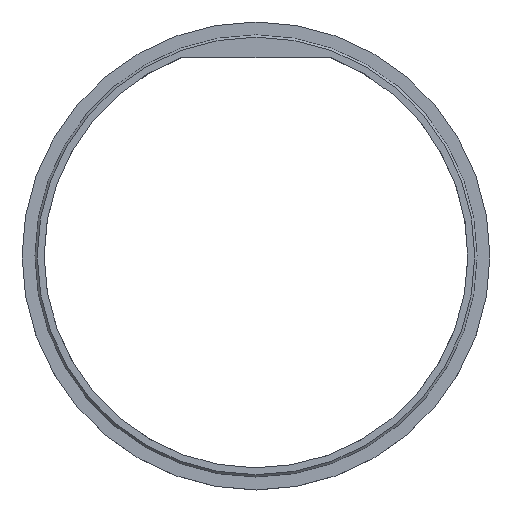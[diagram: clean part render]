
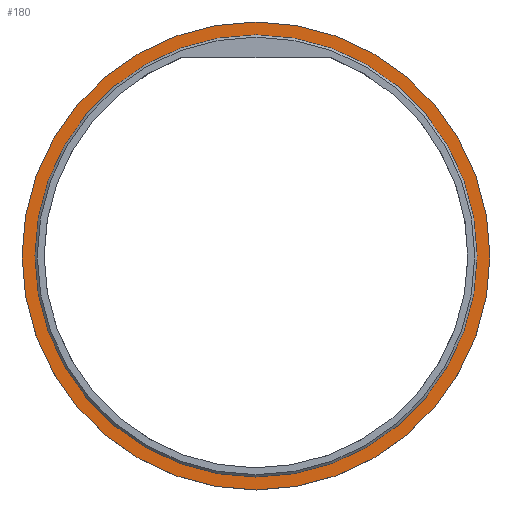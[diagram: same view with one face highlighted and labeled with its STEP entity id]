
A CAD part, top view. The second image highlights one B-rep face of the part: STEP entity #180.
In plain terms, the highlighted planar face has unit normal (0, 0, 1).
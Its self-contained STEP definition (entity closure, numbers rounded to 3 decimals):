
#20=FACE_BOUND('',#54,.T.);
#26=PLANE('',#219);
#40=FACE_OUTER_BOUND('',#53,.T.);
#53=EDGE_LOOP('',(#167));
#54=EDGE_LOOP('',(#168));
#75=CIRCLE('',#199,48.);
#82=CIRCLE('',#209,50.8);
#87=VERTEX_POINT('',#289);
#94=VERTEX_POINT('',#308);
#103=EDGE_CURVE('',#87,#87,#75,.T.);
#113=EDGE_CURVE('',#94,#94,#82,.T.);
#167=ORIENTED_EDGE('',*,*,#113,.T.);
#168=ORIENTED_EDGE('',*,*,#103,.F.);
#180=ADVANCED_FACE('',(#40,#20),#26,.T.);
#199=AXIS2_PLACEMENT_3D('',#290,#231,#232);
#209=AXIS2_PLACEMENT_3D('',#310,#254,#255);
#219=AXIS2_PLACEMENT_3D('',#330,#279,#280);
#231=DIRECTION('center_axis',(0.,0.,1.));
#232=DIRECTION('ref_axis',(1.,0.,0.));
#254=DIRECTION('center_axis',(0.,0.,1.));
#255=DIRECTION('ref_axis',(1.,0.,0.));
#279=DIRECTION('center_axis',(0.,0.,1.));
#280=DIRECTION('ref_axis',(1.,0.,0.));
#289=CARTESIAN_POINT('',(-48.,0.,22.));
#290=CARTESIAN_POINT('Origin',(0.,0.,22.));
#308=CARTESIAN_POINT('',(-50.8,0.,22.));
#310=CARTESIAN_POINT('Origin',(0.,0.,22.));
#330=CARTESIAN_POINT('Origin',(0.,0.,22.));
